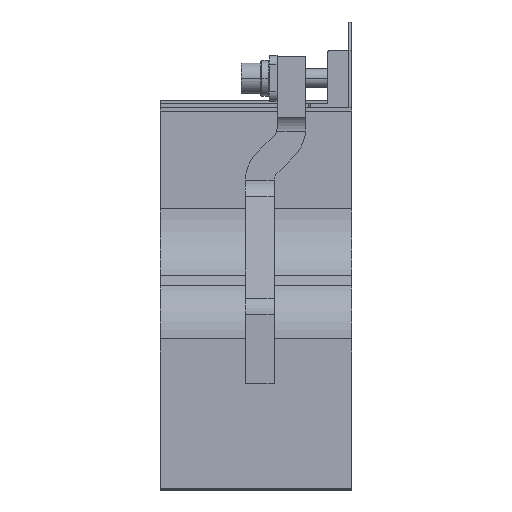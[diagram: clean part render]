
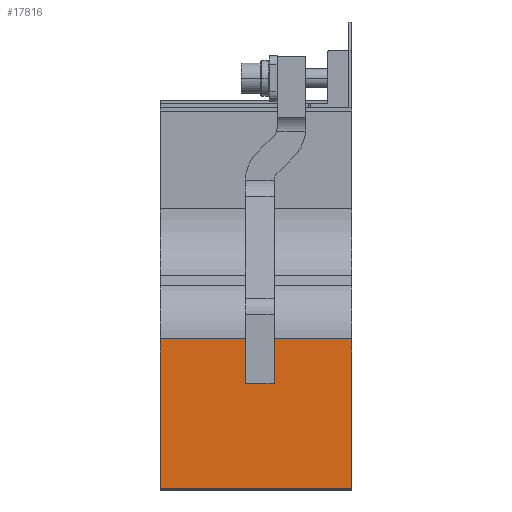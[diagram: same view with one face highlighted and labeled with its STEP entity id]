
A CAD part, left-side view. The second image highlights one B-rep face of the part: STEP entity #17816.
In plain terms, the highlighted planar face has unit normal (-1, 0, -0.003).
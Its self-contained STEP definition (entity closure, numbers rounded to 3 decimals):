
#17789=AXIS2_PLACEMENT_3D('Plane Axis2P3D',#17786,#17787,#17788) ;
#17376=CARTESIAN_POINT('Vertex',(-81.939,100.,-119.92)) ;
#17379=CARTESIAN_POINT('Line Origine',(-81.939,50.,-119.92)) ;
#17383=CARTESIAN_POINT('Vertex',(-81.939,0.,-119.92)) ;
#17786=CARTESIAN_POINT('Axis2P3D Location',(-81.708,0.,-199.)) ;
#17791=CARTESIAN_POINT('Line Origine',(-81.71,50.,-198.293)) ;
#17795=CARTESIAN_POINT('Vertex',(-81.71,100.,-198.293)) ;
#17797=CARTESIAN_POINT('Vertex',(-81.71,0.,-198.293)) ;
#17800=CARTESIAN_POINT('Line Origine',(-81.824,0.,-159.106)) ;
#17805=CARTESIAN_POINT('Line Origine',(-81.824,100.,-159.106)) ;
#17380=DIRECTION('Vector Direction',(0.,-1.,0.)) ;
#17787=DIRECTION('Axis2P3D Direction',(1.,0.,0.003)) ;
#17788=DIRECTION('Axis2P3D XDirection',(-0.003,0.,1.)) ;
#17792=DIRECTION('Vector Direction',(0.,-1.,0.)) ;
#17801=DIRECTION('Vector Direction',(-0.003,0.,1.)) ;
#17806=DIRECTION('Vector Direction',(-0.003,0.,1.)) ;
#17381=VECTOR('Line Direction',#17380,1.) ;
#17793=VECTOR('Line Direction',#17792,1.) ;
#17802=VECTOR('Line Direction',#17801,1.) ;
#17807=VECTOR('Line Direction',#17806,1.) ;
#17811=ORIENTED_EDGE('',*,*,#17799,.T.) ;
#17812=ORIENTED_EDGE('',*,*,#17804,.F.) ;
#17813=ORIENTED_EDGE('',*,*,#17385,.F.) ;
#17814=ORIENTED_EDGE('',*,*,#17809,.T.) ;
#17816=ADVANCED_FACE('RA0710XXX_1PA_001_00_SEPARATORE_DI FASE_200mm_SX (Simmetrico di RA0710XXX DX)',(#17815),#17790,.F.) ;
#17385=EDGE_CURVE('',#17377,#17384,#17382,.T.) ;
#17799=EDGE_CURVE('',#17796,#17798,#17794,.T.) ;
#17804=EDGE_CURVE('',#17384,#17798,#17803,.F.) ;
#17809=EDGE_CURVE('',#17377,#17796,#17808,.F.) ;
#17810=EDGE_LOOP('',(#17811,#17812,#17813,#17814)) ;
#17815=FACE_OUTER_BOUND('',#17810,.T.) ;
#17382=LINE('Line',#17379,#17381) ;
#17794=LINE('Line',#17791,#17793) ;
#17803=LINE('Line',#17800,#17802) ;
#17808=LINE('Line',#17805,#17807) ;
#17790=PLANE('',#17789) ;
#17377=VERTEX_POINT('',#17376) ;
#17384=VERTEX_POINT('',#17383) ;
#17796=VERTEX_POINT('',#17795) ;
#17798=VERTEX_POINT('',#17797) ;
